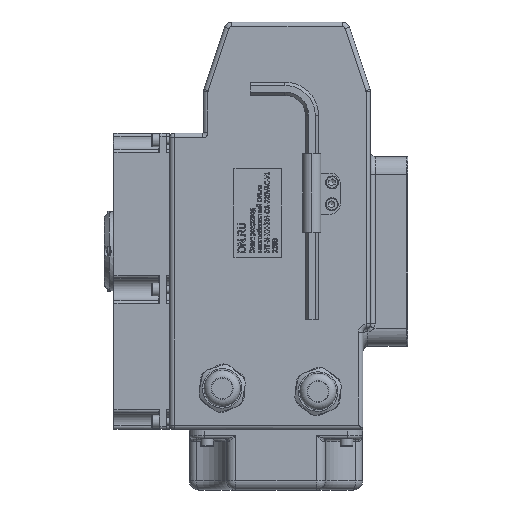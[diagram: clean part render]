
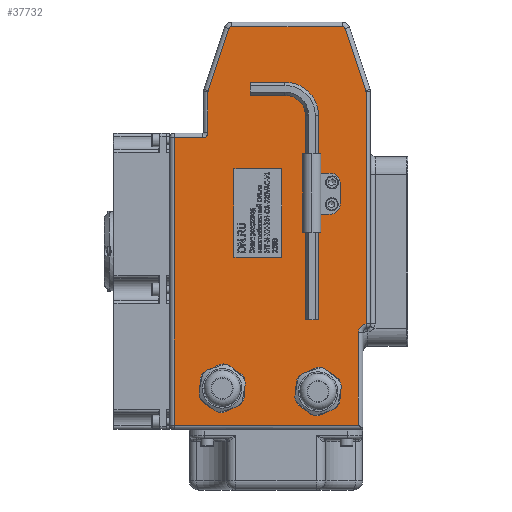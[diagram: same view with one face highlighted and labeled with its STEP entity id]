
A CAD part, left-side view. The second image highlights one B-rep face of the part: STEP entity #37732.
In plain terms, the highlighted planar face has unit normal (-1, 0, 0).
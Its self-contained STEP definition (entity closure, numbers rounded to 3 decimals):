
#255=FACE_BOUND('',#10594,.T.);
#438=PLANE('',#40209);
#1464=LINE('',#53676,#4597);
#1466=LINE('',#53688,#4599);
#1468=LINE('',#53708,#4601);
#1470=LINE('',#53728,#4603);
#1472=LINE('',#53748,#4605);
#1474=LINE('',#53768,#4607);
#1475=LINE('',#53775,#4608);
#1476=LINE('',#53777,#4609);
#1477=LINE('',#53779,#4610);
#1478=LINE('',#53783,#4611);
#1479=LINE('',#53785,#4612);
#1480=LINE('',#53787,#4613);
#1481=LINE('',#53788,#4614);
#4597=VECTOR('',#43623,10.);
#4599=VECTOR('',#43637,10.);
#4601=VECTOR('',#43649,10.);
#4603=VECTOR('',#43661,10.);
#4605=VECTOR('',#43673,10.);
#4607=VECTOR('',#43685,10.);
#4608=VECTOR('',#43694,10.);
#4609=VECTOR('',#43695,10.);
#4610=VECTOR('',#43696,10.);
#4611=VECTOR('',#43699,10.);
#4612=VECTOR('',#43700,10.);
#4613=VECTOR('',#43701,10.);
#4614=VECTOR('',#43702,10.);
#8446=FACE_OUTER_BOUND('',#10593,.T.);
#10593=EDGE_LOOP('',(#24515,#24516,#24517,#24518,#24519,#24520,#24521,#24522,
#24523,#24524,#24525,#24526,#24527,#24528,#24529));
#10594=EDGE_LOOP('',(#24530,#24531,#24532,#24533));
#13814=CIRCLE('',#40183,3.5);
#13818=CIRCLE('',#40188,2.);
#13822=CIRCLE('',#40193,2.);
#13826=CIRCLE('',#40198,2.);
#13830=CIRCLE('',#40203,2.);
#13834=CIRCLE('',#40210,6.);
#15219=VERTEX_POINT('',#53665);
#15222=VERTEX_POINT('',#53672);
#15224=VERTEX_POINT('',#53678);
#15226=VERTEX_POINT('',#53684);
#15228=VERTEX_POINT('',#53698);
#15230=VERTEX_POINT('',#53704);
#15232=VERTEX_POINT('',#53718);
#15234=VERTEX_POINT('',#53724);
#15236=VERTEX_POINT('',#53738);
#15238=VERTEX_POINT('',#53744);
#15240=VERTEX_POINT('',#53758);
#15242=VERTEX_POINT('',#53764);
#15245=VERTEX_POINT('',#53774);
#15246=VERTEX_POINT('',#53776);
#15247=VERTEX_POINT('',#53778);
#15248=VERTEX_POINT('',#53781);
#15249=VERTEX_POINT('',#53782);
#15250=VERTEX_POINT('',#53784);
#15251=VERTEX_POINT('',#53786);
#18828=EDGE_CURVE('',#15219,#15222,#1464,.T.);
#18831=EDGE_CURVE('',#15222,#15224,#13814,.T.);
#18834=EDGE_CURVE('',#15224,#15226,#1466,.T.);
#18837=EDGE_CURVE('',#15226,#15228,#13818,.T.);
#18840=EDGE_CURVE('',#15228,#15230,#1468,.T.);
#18843=EDGE_CURVE('',#15230,#15232,#13822,.T.);
#18846=EDGE_CURVE('',#15232,#15234,#1470,.T.);
#18849=EDGE_CURVE('',#15234,#15236,#13826,.T.);
#18852=EDGE_CURVE('',#15236,#15238,#1472,.T.);
#18855=EDGE_CURVE('',#15238,#15240,#13830,.T.);
#18858=EDGE_CURVE('',#15240,#15242,#1474,.T.);
#18861=EDGE_CURVE('',#15245,#15219,#1475,.T.);
#18862=EDGE_CURVE('',#15246,#15245,#1476,.T.);
#18863=EDGE_CURVE('',#15247,#15246,#1477,.T.);
#18864=EDGE_CURVE('',#15242,#15247,#13834,.T.);
#18865=EDGE_CURVE('',#15248,#15249,#1478,.T.);
#18866=EDGE_CURVE('',#15249,#15250,#1479,.T.);
#18867=EDGE_CURVE('',#15250,#15251,#1480,.T.);
#18868=EDGE_CURVE('',#15251,#15248,#1481,.T.);
#24515=ORIENTED_EDGE('',*,*,#18858,.F.);
#24516=ORIENTED_EDGE('',*,*,#18855,.F.);
#24517=ORIENTED_EDGE('',*,*,#18852,.F.);
#24518=ORIENTED_EDGE('',*,*,#18849,.F.);
#24519=ORIENTED_EDGE('',*,*,#18846,.F.);
#24520=ORIENTED_EDGE('',*,*,#18843,.F.);
#24521=ORIENTED_EDGE('',*,*,#18840,.F.);
#24522=ORIENTED_EDGE('',*,*,#18837,.F.);
#24523=ORIENTED_EDGE('',*,*,#18834,.F.);
#24524=ORIENTED_EDGE('',*,*,#18831,.F.);
#24525=ORIENTED_EDGE('',*,*,#18828,.F.);
#24526=ORIENTED_EDGE('',*,*,#18861,.F.);
#24527=ORIENTED_EDGE('',*,*,#18862,.F.);
#24528=ORIENTED_EDGE('',*,*,#18863,.F.);
#24529=ORIENTED_EDGE('',*,*,#18864,.F.);
#24530=ORIENTED_EDGE('',*,*,#18865,.T.);
#24531=ORIENTED_EDGE('',*,*,#18866,.T.);
#24532=ORIENTED_EDGE('',*,*,#18867,.T.);
#24533=ORIENTED_EDGE('',*,*,#18868,.T.);
#37732=ADVANCED_FACE('',(#8446,#255),#438,.T.);
#40183=AXIS2_PLACEMENT_3D('',#53682,#43630,#43631);
#40188=AXIS2_PLACEMENT_3D('',#53702,#43642,#43643);
#40193=AXIS2_PLACEMENT_3D('',#53722,#43654,#43655);
#40198=AXIS2_PLACEMENT_3D('',#53742,#43666,#43667);
#40203=AXIS2_PLACEMENT_3D('',#53762,#43678,#43679);
#40209=AXIS2_PLACEMENT_3D('',#53773,#43692,#43693);
#40210=AXIS2_PLACEMENT_3D('',#53780,#43697,#43698);
#43623=DIRECTION('',(0.,-1.,0.));
#43630=DIRECTION('center_axis',(-1.,0.,0.));
#43631=DIRECTION('ref_axis',(0.,-0.707,-0.707));
#43637=DIRECTION('',(0.,0.,1.));
#43642=DIRECTION('center_axis',(1.,0.,0.));
#43643=DIRECTION('ref_axis',(0.,0.987,0.16));
#43649=DIRECTION('',(0.,-0.316,0.949));
#43654=DIRECTION('center_axis',(1.,0.,0.));
#43655=DIRECTION('ref_axis',(0.,0.585,0.811));
#43661=DIRECTION('',(0.,-1.,0.));
#43666=DIRECTION('center_axis',(1.,0.,0.));
#43667=DIRECTION('ref_axis',(0.,-0.585,0.811));
#43673=DIRECTION('',(0.,-0.316,-0.949));
#43678=DIRECTION('center_axis',(1.,0.,0.));
#43679=DIRECTION('ref_axis',(0.,-0.987,0.16));
#43685=DIRECTION('',(0.,0.,-1.));
#43692=DIRECTION('center_axis',(-1.,0.,0.));
#43693=DIRECTION('ref_axis',(0.,0.,1.));
#43694=DIRECTION('',(0.,0.,1.));
#43695=DIRECTION('',(0.,1.,0.));
#43696=DIRECTION('',(0.,0.,-1.));
#43697=DIRECTION('center_axis',(-1.,0.,0.));
#43698=DIRECTION('ref_axis',(0.,0.707,0.707));
#43699=DIRECTION('',(0.,1.,0.));
#43700=DIRECTION('',(0.,0.,1.));
#43701=DIRECTION('',(0.,-1.,0.));
#43702=DIRECTION('',(0.,0.,-1.));
#53665=CARTESIAN_POINT('',(-58.1,74.3,59.769));
#53672=CARTESIAN_POINT('',(-58.1,55.5,59.769));
#53676=CARTESIAN_POINT('',(-58.1,29.325,59.769));
#53678=CARTESIAN_POINT('',(-58.1,52.,63.269));
#53682=CARTESIAN_POINT('Origin',(-58.1,55.5,63.269));
#53684=CARTESIAN_POINT('',(-58.1,52.,90.089));
#53688=CARTESIAN_POINT('',(-58.1,52.,10.807));
#53698=CARTESIAN_POINT('',(-58.1,51.897,90.721));
#53702=CARTESIAN_POINT('Origin',(-58.1,50.,90.089));
#53704=CARTESIAN_POINT('',(-58.1,38.285,131.559));
#53708=CARTESIAN_POINT('',(-58.1,62.094,60.13));
#53718=CARTESIAN_POINT('',(-58.1,36.387,132.927));
#53722=CARTESIAN_POINT('Origin',(-58.1,36.387,130.927));
#53724=CARTESIAN_POINT('',(-58.1,-36.387,132.927));
#53728=CARTESIAN_POINT('',(-58.1,21.825,132.927));
#53738=CARTESIAN_POINT('',(-58.1,-38.285,131.559));
#53742=CARTESIAN_POINT('Origin',(-58.1,-36.387,130.927));
#53744=CARTESIAN_POINT('',(-58.1,-51.897,90.721));
#53748=CARTESIAN_POINT('',(-58.1,-54.229,83.725));
#53758=CARTESIAN_POINT('',(-58.1,-52.,90.089));
#53762=CARTESIAN_POINT('Origin',(-58.1,-50.,90.089));
#53764=CARTESIAN_POINT('',(-58.1,-52.,-62.653));
#53768=CARTESIAN_POINT('',(-58.1,-52.,41.707));
#53773=CARTESIAN_POINT('Origin',(-58.1,3.65,7.513));
#53774=CARTESIAN_POINT('',(-58.1,74.3,-129.38));
#53775=CARTESIAN_POINT('',(-58.1,74.3,-10.776));
#53776=CARTESIAN_POINT('',(-58.1,-47.,-129.38));
#53777=CARTESIAN_POINT('',(-58.1,-23.175,-129.38));
#53778=CARTESIAN_POINT('',(-58.1,-47.,-68.569));
#53779=CARTESIAN_POINT('',(-58.1,-47.,3.757));
#53780=CARTESIAN_POINT('Origin',(-58.1,-53.,-68.569));
#53781=CARTESIAN_POINT('',(-58.1,3.522,-18.847));
#53782=CARTESIAN_POINT('',(-58.1,34.889,-18.847));
#53783=CARTESIAN_POINT('',(-58.1,3.522,-18.847));
#53784=CARTESIAN_POINT('',(-58.1,34.889,39.262));
#53785=CARTESIAN_POINT('',(-58.1,34.889,-18.847));
#53786=CARTESIAN_POINT('',(-58.1,3.522,39.262));
#53787=CARTESIAN_POINT('',(-58.1,34.889,39.262));
#53788=CARTESIAN_POINT('',(-58.1,3.522,39.262));
